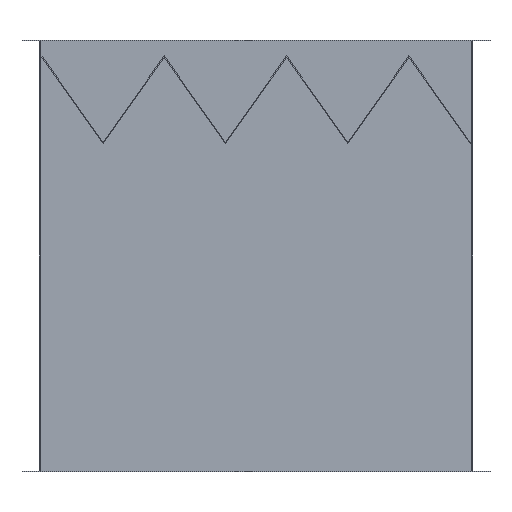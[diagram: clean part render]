
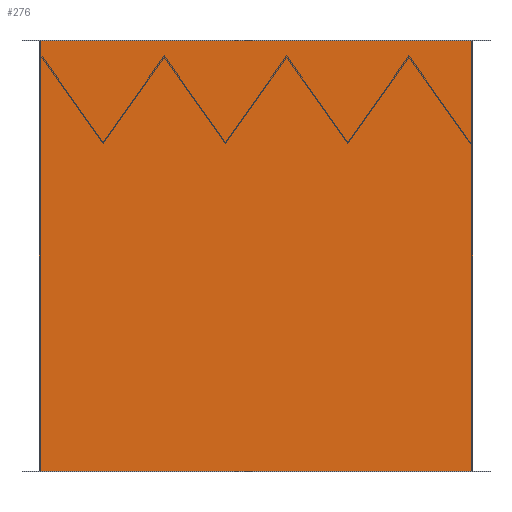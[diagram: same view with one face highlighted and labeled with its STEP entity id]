
A CAD part, front view. The second image highlights one B-rep face of the part: STEP entity #276.
In plain terms, the highlighted planar face has unit normal (0, -1, 0).
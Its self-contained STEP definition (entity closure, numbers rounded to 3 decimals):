
#82 = VERTEX_POINT ( 'NONE', #716 ) ;
#90 = VERTEX_POINT ( 'NONE', #696 ) ;
#153 = EDGE_CURVE ( 'NONE', #82, #90, #837, .T. ) ;
#216 = VERTEX_POINT ( 'NONE', #963 ) ;
#254 = EDGE_CURVE ( 'NONE', #272, #82, #1019, .T. ) ;
#255 = ORIENTED_EDGE ( 'NONE', *, *, #271, .T. ) ;
#271 = EDGE_CURVE ( 'NONE', #272, #216, #1053, .T. ) ;
#272 = VERTEX_POINT ( 'NONE', #1049 ) ;
#276 = ADVANCED_FACE ( 'NONE', ( #1044 ), #1043, .F. ) ;
#277 = EDGE_LOOP ( 'NONE', ( #278, #280, #281, #255 ) ) ;
#278 = ORIENTED_EDGE ( 'NONE', *, *, #279, .F. ) ;
#279 = EDGE_CURVE ( 'NONE', #90, #216, #1038, .T. ) ;
#280 = ORIENTED_EDGE ( 'NONE', *, *, #153, .F. ) ;
#281 = ORIENTED_EDGE ( 'NONE', *, *, #254, .F. ) ;
#696 = CARTESIAN_POINT ( 'NONE',  ( 251., -126., -249. ) ) ;
#716 = CARTESIAN_POINT ( 'NONE',  ( 251., -126., 249. ) ) ;
#834 = DIRECTION ( 'NONE',  ( 0., 0., -1. ) ) ;
#835 = VECTOR ( 'NONE', #834, 1000. ) ;
#836 = CARTESIAN_POINT ( 'NONE',  ( 251., -126., 250. ) ) ;
#837 = LINE ( 'NONE', #836, #835 ) ;
#963 = CARTESIAN_POINT ( 'NONE',  ( -251., -126., -249. ) ) ;
#1016 = DIRECTION ( 'NONE',  ( 1., 0., 0. ) ) ;
#1017 = VECTOR ( 'NONE', #1016, 1000. ) ;
#1018 = CARTESIAN_POINT ( 'NONE',  ( 250., -126., 249. ) ) ;
#1019 = LINE ( 'NONE', #1018, #1017 ) ;
#1035 = DIRECTION ( 'NONE',  ( -1., 0., 0. ) ) ;
#1036 = VECTOR ( 'NONE', #1035, 1000. ) ;
#1037 = CARTESIAN_POINT ( 'NONE',  ( 250., -126., -249. ) ) ;
#1038 = LINE ( 'NONE', #1037, #1036 ) ;
#1039 = DIRECTION ( 'NONE',  ( -1., 0., 0. ) ) ;
#1040 = DIRECTION ( 'NONE',  ( 0., 1., 0. ) ) ;
#1041 = AXIS2_PLACEMENT_3D ( 'NONE', #1042, #1040, #1039 ) ;
#1042 = CARTESIAN_POINT ( 'NONE',  ( 250., -126., 250. ) ) ;
#1043 = PLANE ( 'NONE',  #1041 ) ;
#1044 = FACE_OUTER_BOUND ( 'NONE', #277, .T. ) ;
#1049 = CARTESIAN_POINT ( 'NONE',  ( -251., -126., 249. ) ) ;
#1050 = DIRECTION ( 'NONE',  ( 0., 0., -1. ) ) ;
#1051 = VECTOR ( 'NONE', #1050, 1000. ) ;
#1052 = CARTESIAN_POINT ( 'NONE',  ( -251., -126., 250. ) ) ;
#1053 = LINE ( 'NONE', #1052, #1051 ) ;
